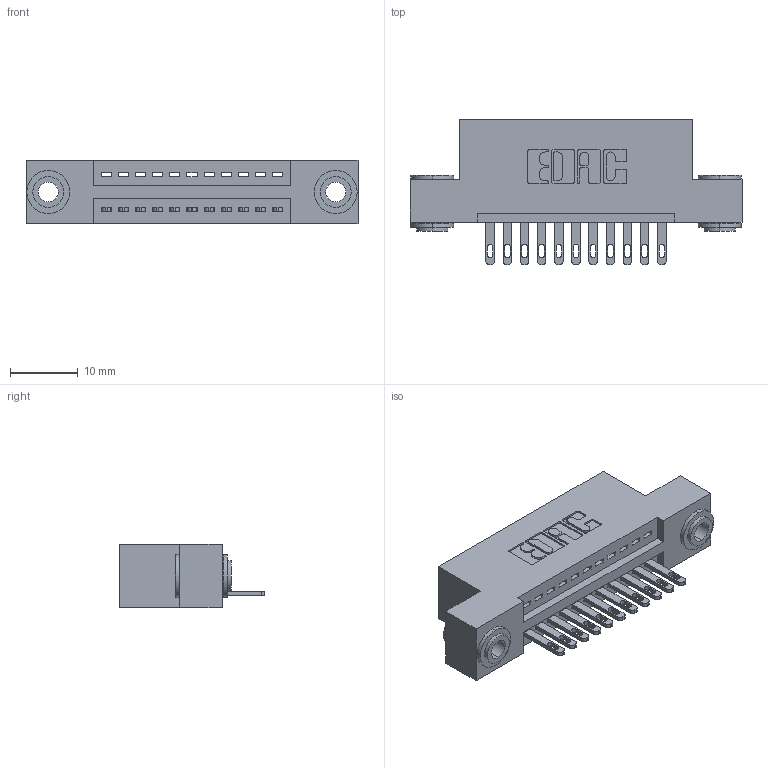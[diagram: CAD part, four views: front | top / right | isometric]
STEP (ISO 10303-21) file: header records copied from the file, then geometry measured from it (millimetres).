
FILE_DESCRIPTION (( 'STEP AP203' ), '1' );
FILE_NAME ('895-011-500-103.STEP', '2020-09-25T00:38:00', ( '' ), ( '' ), 'SwSTEP 2.0', 'SolidWorks 2020', '' );
FILE_SCHEMA (( 'CONFIG_CONTROL_DESIGN' ));
Length unit declared in the file: inch
Products named in the file (4): 345-292-001_345-293-100; 845 Part_Flush Mounting Lugs - 0.156 Dia-TH; 345-250-002_345-250-002-102; 895-011-500-103
Assembly tree (14 placements, depth 2):
  895-011-500-103
    845 Part_Flush Mounting Lugs - 0.156 Dia-TH
    345-292-001_345-293-100  x11
    345-250-002_345-250-002-102  x2
Bounding box: 49.15 x 21.51 x 9.4 mm (x, y, z)
Volume: 4440.5 mm3; surface area: 5718.9 mm2
Topology: 14 solids, 14 shells, 758 faces, 2265 edges, 1506 vertices
Faces by surface type: plane 464, cylinder 286, cone 8
Entity records: 13032 total; most frequent: CARTESIAN_POINT 2236, ORIENTED_EDGE 2174, DIRECTION 2031, EDGE_CURVE 1087, LINE 883, VECTOR 883, VERTEX_POINT 722, AXIS2_PLACEMENT_3D 574
